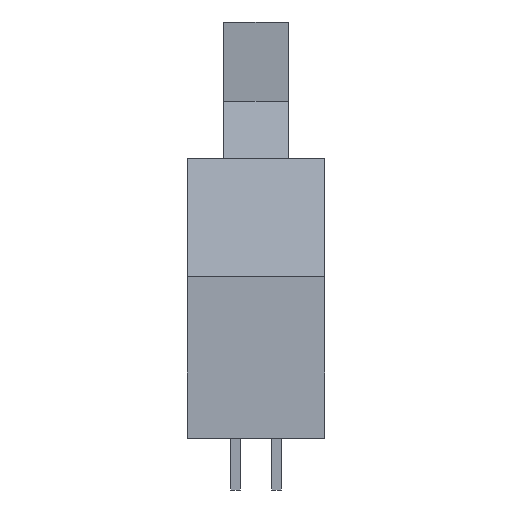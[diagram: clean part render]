
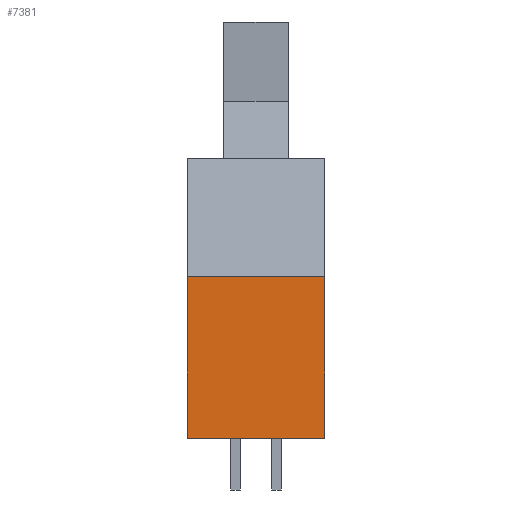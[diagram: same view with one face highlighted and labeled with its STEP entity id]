
A CAD part, left-side view. The second image highlights one B-rep face of the part: STEP entity #7381.
In plain terms, the highlighted planar face has unit normal (-1, 0, 0).
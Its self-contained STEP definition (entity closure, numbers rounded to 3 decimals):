
#6425=CARTESIAN_POINT('',(-19.95,-4.25,10.));
#6426=VERTEX_POINT('',#6425);
#6433=CARTESIAN_POINT('',(-19.95,-4.25,0.));
#6434=VERTEX_POINT('',#6433);
#6435=CARTESIAN_POINT('',(-19.95,-4.25,5.));
#6436=DIRECTION('',(-0.0,-0.0,1.0));
#6437=VECTOR('',#6436,1.0);
#6438=LINE('',#6435,#6437);
#6439=EDGE_CURVE('n� 1279',#6434,#6426,#6438,.T.);
#7351=ORIENTED_EDGE('',*,*,#6439,.T.);
#7352=CARTESIAN_POINT('',(-19.95,4.25,10.));
#7353=VERTEX_POINT('',#7352);
#7354=CARTESIAN_POINT('',(-19.95,-0.0,10.));
#7355=DIRECTION('',(0.0,-1.0,-0.0));
#7356=VECTOR('',#7355,1.0);
#7357=LINE('',#7354,#7356);
#7358=EDGE_CURVE('n� 1259',#7353,#6426,#7357,.T.);
#7359=ORIENTED_EDGE('',*,*,#7358,.F.);
#7360=CARTESIAN_POINT('',(-19.95,4.25,0.));
#7361=VERTEX_POINT('',#7360);
#7362=CARTESIAN_POINT('',(-19.95,4.25,8.65));
#7363=DIRECTION('',(0.0,-0.0,1.0));
#7364=VECTOR('',#7363,1.0);
#7365=LINE('',#7362,#7364);
#7366=EDGE_CURVE('n� 404',#7361,#7353,#7365,.T.);
#7367=ORIENTED_EDGE('',*,*,#7366,.F.);
#7368=CARTESIAN_POINT('',(-19.95,-0.0,0.));
#7369=DIRECTION('',(-0.0,1.0,0.0));
#7370=VECTOR('',#7369,1.0);
#7371=LINE('',#7368,#7370);
#7372=EDGE_CURVE('n� 985',#6434,#7361,#7371,.T.);
#7373=ORIENTED_EDGE('',*,*,#7372,.F.);
#7374=EDGE_LOOP('',(#7351,#7359,#7367,#7373));
#7375=FACE_OUTER_BOUND('',#7374,.T.);
#7376=CARTESIAN_POINT('',(-19.95,4.25,10.));
#7377=DIRECTION('',(-1.0,-0.0,0.0));
#7378=DIRECTION('',(0.0,0.0,-1.0));
#7379=AXIS2_PLACEMENT_3D('',#7376,#7377,#7378);
#7380=PLANE('',#7379);
#7381=ADVANCED_FACE('n� 1275',(#7375),#7380,.T.);
